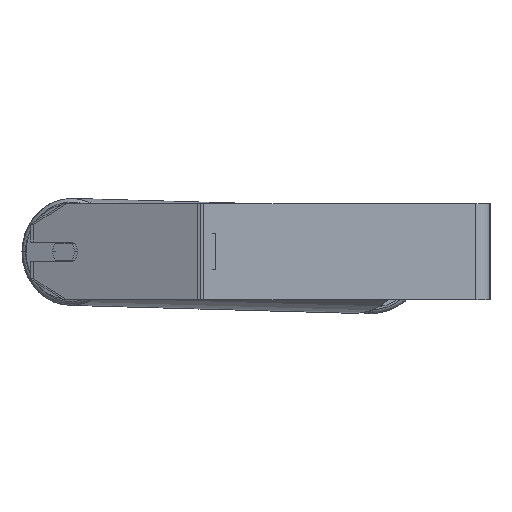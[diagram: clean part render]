
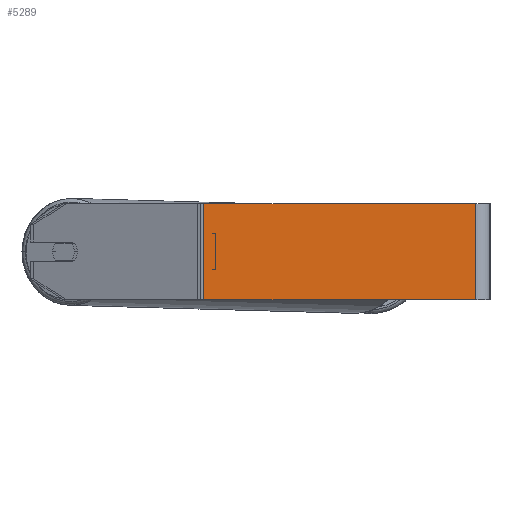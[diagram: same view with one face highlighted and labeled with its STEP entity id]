
A CAD part, left-side view. The second image highlights one B-rep face of the part: STEP entity #5289.
In plain terms, the highlighted planar face has unit normal (-1, 0, 0).
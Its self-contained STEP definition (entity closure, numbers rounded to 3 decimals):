
#94 = EDGE_CURVE ( 'NONE', #775, #7011, #1869, .T. ) ;
#713 = DIRECTION ( 'NONE',  ( 1., 0., 0. ) ) ;
#775 = VERTEX_POINT ( 'NONE', #2188 ) ;
#887 = VECTOR ( 'NONE', #996, 1000. ) ;
#996 = DIRECTION ( 'NONE',  ( 0., 0., -1. ) ) ;
#1134 = CARTESIAN_POINT ( 'NONE',  ( -900., 12., 40. ) ) ;
#1260 = CARTESIAN_POINT ( 'NONE',  ( -900., 12., 40. ) ) ;
#1357 = ORIENTED_EDGE ( 'NONE', *, *, #94, .T. ) ;
#1368 = DIRECTION ( 'NONE',  ( 0., 0., -1. ) ) ;
#1382 = ORIENTED_EDGE ( 'NONE', *, *, #5974, .F. ) ;
#1869 = LINE ( 'NONE', #2572, #8300 ) ;
#2022 = CARTESIAN_POINT ( 'NONE',  ( -900., 240.696, 40. ) ) ;
#2173 = DIRECTION ( 'NONE',  ( 0., 0., -1. ) ) ;
#2188 = CARTESIAN_POINT ( 'NONE',  ( -900., 238.036, -40. ) ) ;
#2572 = CARTESIAN_POINT ( 'NONE',  ( -900., 240.696, -40. ) ) ;
#2745 = VERTEX_POINT ( 'NONE', #1260 ) ;
#3523 = ORIENTED_EDGE ( 'NONE', *, *, #7300, .T. ) ;
#3669 = ORIENTED_EDGE ( 'NONE', *, *, #5693, .F. ) ;
#3706 = AXIS2_PLACEMENT_3D ( 'NONE', #5474, #713, #1368 ) ;
#4280 = VERTEX_POINT ( 'NONE', #5570 ) ;
#4773 = FACE_OUTER_BOUND ( 'NONE', #5174, .T. ) ;
#4852 = CARTESIAN_POINT ( 'NONE',  ( -900., 12., -40. ) ) ;
#5090 = DIRECTION ( 'NONE',  ( 0., -1., 0. ) ) ;
#5174 = EDGE_LOOP ( 'NONE', ( #1357, #1382, #3669, #3523 ) ) ;
#5255 = LINE ( 'NONE', #2022, #7665 ) ;
#5289 = ADVANCED_FACE ( 'NONE', ( #4773 ), #7429, .F. ) ;
#5474 = CARTESIAN_POINT ( 'NONE',  ( -900., 240.696, 40. ) ) ;
#5570 = CARTESIAN_POINT ( 'NONE',  ( -900., 238.036, 40. ) ) ;
#5693 = EDGE_CURVE ( 'NONE', #4280, #2745, #5255, .T. ) ;
#5974 = EDGE_CURVE ( 'NONE', #2745, #7011, #6479, .T. ) ;
#6479 = LINE ( 'NONE', #1134, #887 ) ;
#6751 = DIRECTION ( 'NONE',  ( 0., -1., 0. ) ) ;
#6913 = LINE ( 'NONE', #8248, #7959 ) ;
#7011 = VERTEX_POINT ( 'NONE', #4852 ) ;
#7300 = EDGE_CURVE ( 'NONE', #4280, #775, #6913, .T. ) ;
#7429 = PLANE ( 'NONE',  #3706 ) ;
#7665 = VECTOR ( 'NONE', #6751, 1000. ) ;
#7959 = VECTOR ( 'NONE', #2173, 1000. ) ;
#8248 = CARTESIAN_POINT ( 'NONE',  ( -900., 238.036, 40. ) ) ;
#8300 = VECTOR ( 'NONE', #5090, 1000. ) ;
